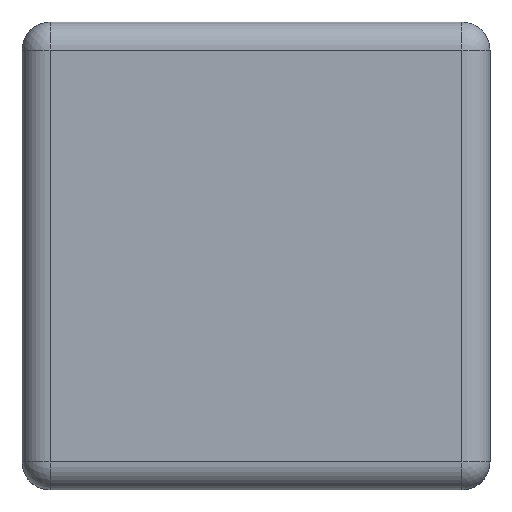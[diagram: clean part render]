
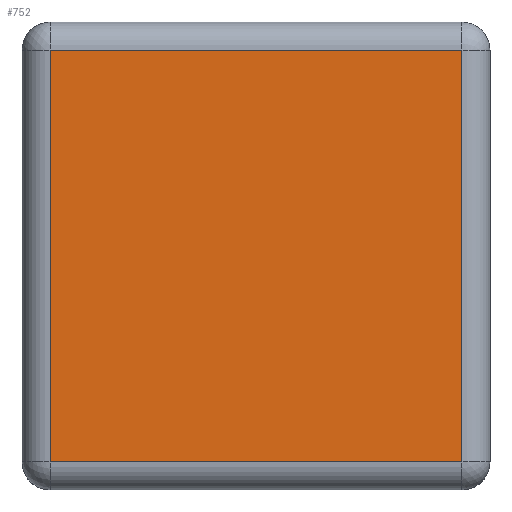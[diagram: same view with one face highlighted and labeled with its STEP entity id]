
A CAD part, left-side view. The second image highlights one B-rep face of the part: STEP entity #752.
In plain terms, the highlighted planar face has unit normal (-1, 0, 0).
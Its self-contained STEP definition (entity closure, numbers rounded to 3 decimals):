
#482=DIRECTION('',(0.,0.,1.));
#483=VECTOR('',#482,0.44);
#484=CARTESIAN_POINT('',(-0.5,0.47,-0.22));
#485=LINE('',#484,#483);
#486=DIRECTION('',(0.,-1.,0.));
#487=VECTOR('',#486,0.44);
#488=CARTESIAN_POINT('',(-0.5,0.47,0.22));
#489=LINE('',#488,#487);
#490=DIRECTION('',(0.,0.,-1.));
#491=VECTOR('',#490,0.44);
#492=CARTESIAN_POINT('',(-0.5,0.03,0.22));
#493=LINE('',#492,#491);
#494=DIRECTION('',(0.,-1.,0.));
#495=VECTOR('',#494,0.44);
#496=CARTESIAN_POINT('',(-0.5,0.47,-0.22));
#497=LINE('',#496,#495);
#574=CARTESIAN_POINT('',(-0.5,0.47,-0.22));
#575=CARTESIAN_POINT('',(-0.5,0.47,0.22));
#576=VERTEX_POINT('',#574);
#577=VERTEX_POINT('',#575);
#590=CARTESIAN_POINT('',(-0.5,0.03,0.22));
#591=VERTEX_POINT('',#590);
#598=CARTESIAN_POINT('',(-0.5,0.03,-0.22));
#599=VERTEX_POINT('',#598);
#738=CARTESIAN_POINT('',(-0.5,0.,-0.25));
#739=DIRECTION('',(-1.,0.,0.));
#740=DIRECTION('',(0.,0.,1.));
#741=AXIS2_PLACEMENT_3D('',#738,#739,#740);
#742=PLANE('',#741);
#744=ORIENTED_EDGE('',*,*,#743,.T.);
#746=ORIENTED_EDGE('',*,*,#745,.T.);
#747=ORIENTED_EDGE('',*,*,#728,.T.);
#749=ORIENTED_EDGE('',*,*,#748,.F.);
#750=EDGE_LOOP('',(#744,#746,#747,#749));
#751=FACE_OUTER_BOUND('',#750,.F.);
#728=EDGE_CURVE('',#591,#599,#493,.T.);
#743=EDGE_CURVE('',#576,#577,#485,.T.);
#745=EDGE_CURVE('',#577,#591,#489,.T.);
#748=EDGE_CURVE('',#576,#599,#497,.T.);
#752=ADVANCED_FACE('',(#751),#742,.T.);
